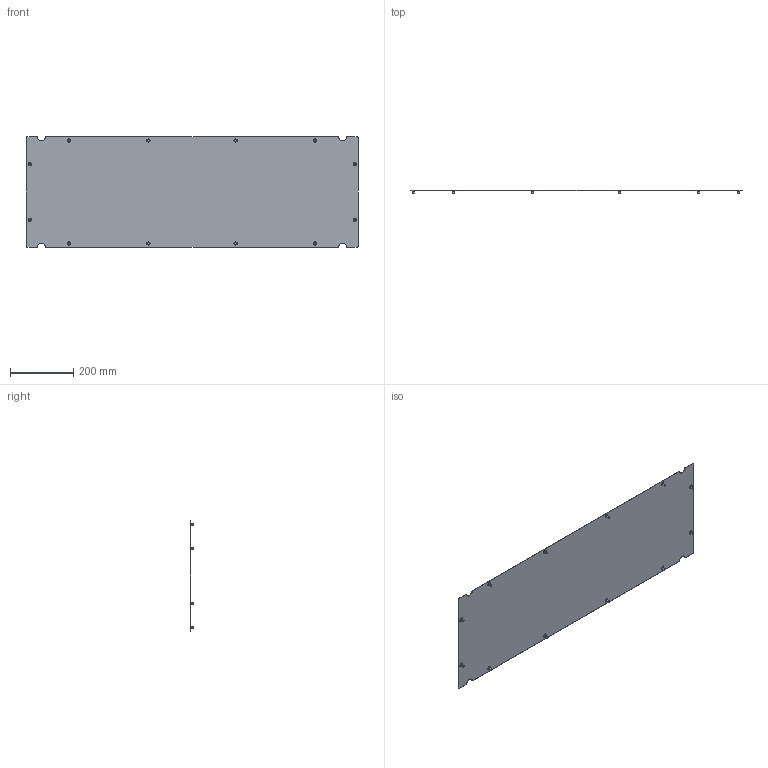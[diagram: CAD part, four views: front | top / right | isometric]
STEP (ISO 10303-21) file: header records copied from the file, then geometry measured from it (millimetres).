
FILE_DESCRIPTION(('STEP AP214'),'1');
FILE_NAME('cctmp_B53B7512-1A85-4847-ABAE-574CE35D1E9E_2024_05_06_11_28_08_0341..stp','2024-05-06T09:28:09',('SIEMENS A&D'),('CADClick - www.CADClick.com'),'Spatial InterOp 3D',' ','unknown authorization');
FILE_SCHEMA(('AUTOMOTIVE_DESIGN'));
Length unit declared in the file: millimetre
Products named in the file (14): cc_unnamed; 2024_05_06_11_28_08_0325; 2024_05_06_11_28_08_0294; 2024_05_06_11_28_08_0263; 2024_05_06_11_28_08_0231; 2024_05_06_11_28_08_0200; 2024_05_06_11_28_08_0169; 2024_05_06_11_28_08_0138; 2024_05_06_11_28_08_0106; 2024_05_06_11_28_08_0075; 2024_05_06_11_28_08_0044; 2024_05_06_11_28_08_0013; 2024_05_06_11_28_07_0981; 2024_05_06_11_28_07_0950
Assembly tree (13 placements, depth 2):
  cc_unnamed
    2024_05_06_11_28_08_0325
    2024_05_06_11_28_08_0294
    2024_05_06_11_28_08_0263
    2024_05_06_11_28_08_0231
    2024_05_06_11_28_08_0200
    2024_05_06_11_28_08_0169
    2024_05_06_11_28_08_0138
    2024_05_06_11_28_08_0106
    2024_05_06_11_28_08_0075
    2024_05_06_11_28_08_0044
    2024_05_06_11_28_08_0013
    2024_05_06_11_28_07_0981
    2024_05_06_11_28_07_0950
Bounding box: 1047.5 x 12 x 348 mm (x, y, z)
Volume: 548511.5 mm3; surface area: 735543.9 mm2
Topology: 13 solids, 13 shells, 246 faces, 552 edges, 344 vertices
Faces by surface type: plane 118, cone 72, cylinder 56
Entity records: 9199 total; most frequent: DIRECTION 1256, CARTESIAN_POINT 1156, ORIENTED_EDGE 1104, EDGE_CURVE 552, AXIS2_PLACEMENT_3D 444, LINE 368, VECTOR 368, VERTEX_POINT 344
